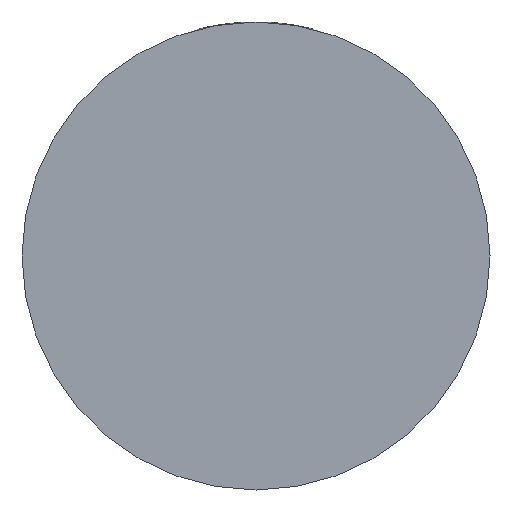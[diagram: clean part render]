
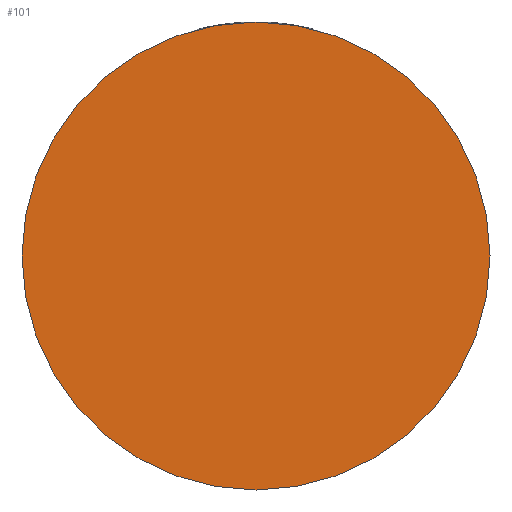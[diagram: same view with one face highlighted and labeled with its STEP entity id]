
A CAD part, front view. The second image highlights one B-rep face of the part: STEP entity #101.
In plain terms, the highlighted planar face has unit normal (0, -1, 0).
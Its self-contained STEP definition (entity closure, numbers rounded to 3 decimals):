
#20 = FACE_OUTER_BOUND ( 'NONE', #530, .T. ) ;
#42 = DIRECTION ( 'NONE',  ( 0., 0., 1. ) ) ;
#87 = ORIENTED_EDGE ( 'NONE', *, *, #1008, .F. ) ;
#101 = ADVANCED_FACE ( 'NONE', ( #20 ), #402, .F. ) ;
#119 = VERTEX_POINT ( 'NONE', #825 ) ;
#242 = VERTEX_POINT ( 'NONE', #1252 ) ;
#257 = CARTESIAN_POINT ( 'NONE',  ( 0., 0., 0. ) ) ;
#352 = DIRECTION ( 'NONE',  ( 0., 0., 1. ) ) ;
#402 = PLANE ( 'NONE',  #545 ) ;
#434 = DIRECTION ( 'NONE',  ( 0., 1., 0. ) ) ;
#506 = CARTESIAN_POINT ( 'NONE',  ( 0., 0., 0. ) ) ;
#530 = EDGE_LOOP ( 'NONE', ( #701, #87 ) ) ;
#545 = AXIS2_PLACEMENT_3D ( 'NONE', #506, #630, #745 ) ;
#551 = DIRECTION ( 'NONE',  ( 0., 1., 0. ) ) ;
#593 = AXIS2_PLACEMENT_3D ( 'NONE', #747, #434, #42 ) ;
#630 = DIRECTION ( 'NONE',  ( 0., 1., 0. ) ) ;
#642 = AXIS2_PLACEMENT_3D ( 'NONE', #257, #551, #352 ) ;
#701 = ORIENTED_EDGE ( 'NONE', *, *, #834, .F. ) ;
#709 = CIRCLE ( 'NONE', #593, 6.5 ) ;
#745 = DIRECTION ( 'NONE',  ( 0., 0., 1. ) ) ;
#747 = CARTESIAN_POINT ( 'NONE',  ( 0., 0., 0. ) ) ;
#825 = CARTESIAN_POINT ( 'NONE',  ( 0., 0., -6.5 ) ) ;
#834 = EDGE_CURVE ( 'NONE', #119, #242, #709, .T. ) ;
#855 = CIRCLE ( 'NONE', #642, 6.5 ) ;
#1008 = EDGE_CURVE ( 'NONE', #242, #119, #855, .T. ) ;
#1252 = CARTESIAN_POINT ( 'NONE',  ( 0., 0., 6.5 ) ) ;
